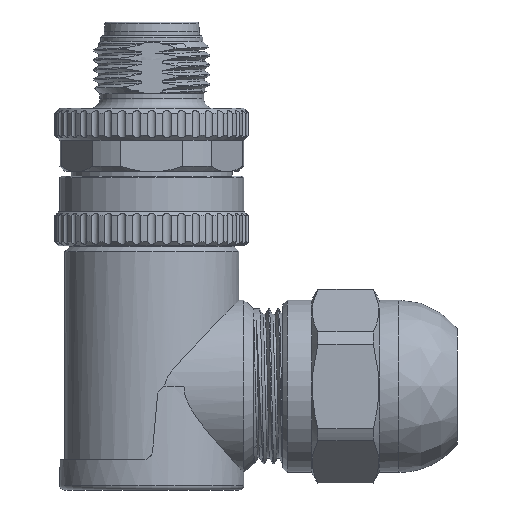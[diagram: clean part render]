
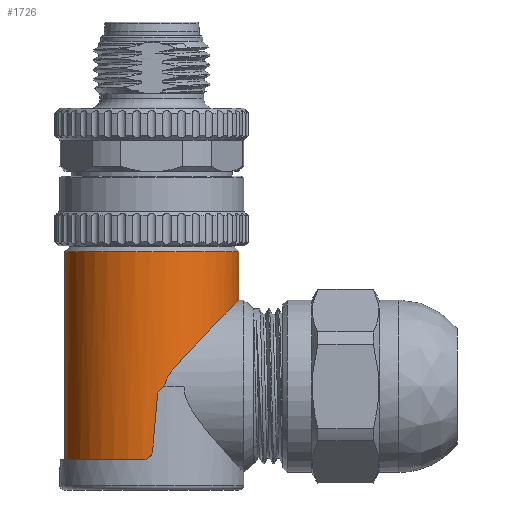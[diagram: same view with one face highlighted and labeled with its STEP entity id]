
A CAD part, left-side view. The second image highlights one B-rep face of the part: STEP entity #1726.
In plain terms, the highlighted cylindrical face has radius 9 mm (diameter 18 mm), a full revolution.
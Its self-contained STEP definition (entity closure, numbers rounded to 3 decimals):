
#441=B_SPLINE_CURVE_WITH_KNOTS('',3,(#22199,#22200,#22201,#22202,#22203,
#22204,#22205,#22206,#22207,#22208,#22209,#22210,#22211,#22212,#22213,#22214),
 .UNSPECIFIED.,.F.,.F.,(4,1,1,1,1,1,1,1,1,1,1,1,1,4),(0.,0.077,
0.154,0.231,0.308,0.385,0.462,
0.538,0.615,0.692,0.769,0.846,
0.923,1.),.UNSPECIFIED.);
#442=B_SPLINE_CURVE_WITH_KNOTS('',3,(#22218,#22219,#22220,#22221),
 .UNSPECIFIED.,.F.,.F.,(4,4),(0.,1.),.UNSPECIFIED.);
#445=B_SPLINE_CURVE_WITH_KNOTS('',3,(#22238,#22239,#22240,#22241),
 .UNSPECIFIED.,.F.,.F.,(4,4),(0.,1.),.UNSPECIFIED.);
#447=B_SPLINE_CURVE_WITH_KNOTS('',3,(#22264,#22265,#22266,#22267,#22268,
#22269,#22270,#22271,#22272,#22273,#22274,#22275,#22276,#22277,#22278,#22279),
 .UNSPECIFIED.,.F.,.F.,(4,1,1,1,1,1,1,1,1,1,1,1,1,4),(0.,0.077,
0.154,0.231,0.308,0.385,0.462,
0.538,0.615,0.692,0.769,0.846,
0.923,1.),.UNSPECIFIED.);
#448=B_SPLINE_CURVE_WITH_KNOTS('',3,(#22291,#22292,#22293,#22294,#22295,
#22296,#22297,#22298,#22299,#22300,#22301,#22302,#22303,#22304),
 .UNSPECIFIED.,.F.,.F.,(4,1,1,1,1,1,1,1,1,1,1,4),(0.,0.091,0.182,
0.273,0.364,0.455,0.545,0.636,
0.727,0.818,0.909,1.),.UNSPECIFIED.);
#451=B_SPLINE_CURVE_WITH_KNOTS('',3,(#22329,#22330,#22331,#22332,#22333,
#22334,#22335,#22336,#22337,#22338,#22339,#22340,#22341,#22342),
 .UNSPECIFIED.,.F.,.F.,(4,1,1,1,1,1,1,1,1,1,1,4),(0.,0.091,0.182,
0.273,0.364,0.455,0.545,0.636,
0.727,0.818,0.909,1.),.UNSPECIFIED.);
#452=B_SPLINE_CURVE_WITH_KNOTS('',3,(#22344,#22345,#22346,#22347,#22348,
#22349,#22350,#22351,#22352,#22353,#22354,#22355,#22356,#22357,#22358,#22359,
#22360,#22361,#22362,#22363,#22364,#22365),.UNSPECIFIED.,.F.,.F.,(4,2,2,
2,2,2,2,2,2,2,4),(0.,0.063,0.125,0.25,0.375,0.5,0.625,0.75,
0.875,0.938,1.),.UNSPECIFIED.);
#1279=CYLINDRICAL_SURFACE('',#6381,9.);
#1393=FACE_BOUND('',#2456,.T.);
#1394=FACE_BOUND('',#2457,.T.);
#1726=ADVANCED_FACE('',(#1393,#1394),#1279,.T.);
#2456=EDGE_LOOP('',(#4082));
#2457=EDGE_LOOP('',(#4083,#4084,#4085,#4086,#4087,#4088,#4089,#4090));
#4082=ORIENTED_EDGE('',*,*,#5515,.T.);
#4083=ORIENTED_EDGE('',*,*,#5539,.T.);
#4084=ORIENTED_EDGE('',*,*,#5526,.F.);
#4085=ORIENTED_EDGE('',*,*,#5530,.T.);
#4086=ORIENTED_EDGE('',*,*,#5532,.T.);
#4087=ORIENTED_EDGE('',*,*,#5519,.T.);
#4088=ORIENTED_EDGE('',*,*,#5521,.T.);
#4089=ORIENTED_EDGE('',*,*,#5536,.T.);
#4090=ORIENTED_EDGE('',*,*,#5540,.F.);
#4692=VERTEX_POINT('',#22174);
#4696=VERTEX_POINT('',#22198);
#4697=VERTEX_POINT('',#22215);
#4698=VERTEX_POINT('',#22222);
#4702=VERTEX_POINT('',#22237);
#4703=VERTEX_POINT('',#22242);
#4705=VERTEX_POINT('',#22263);
#4709=VERTEX_POINT('',#22305);
#4710=VERTEX_POINT('',#22343);
#5515=EDGE_CURVE('',#4692,#4692,#5822,.T.);
#5519=EDGE_CURVE('',#4697,#4696,#441,.T.);
#5521=EDGE_CURVE('',#4696,#4698,#442,.T.);
#5526=EDGE_CURVE('',#4702,#4703,#445,.T.);
#5530=EDGE_CURVE('',#4702,#4705,#447,.T.);
#5532=EDGE_CURVE('',#4705,#4697,#5825,.T.);
#5536=EDGE_CURVE('',#4698,#4709,#448,.T.);
#5539=EDGE_CURVE('',#4710,#4703,#451,.T.);
#5540=EDGE_CURVE('',#4710,#4709,#452,.T.);
#5822=CIRCLE('',#6367,9.);
#5825=CIRCLE('',#6376,9.);
#6367=AXIS2_PLACEMENT_3D('',#22173,#7703,#7704);
#6376=AXIS2_PLACEMENT_3D('',#22282,#7727,#7728);
#6381=AXIS2_PLACEMENT_3D('',#22366,#7739,#7740);
#7703=DIRECTION('',(0.,0.,-1.));
#7704=DIRECTION('',(0.,1.,0.));
#7727=DIRECTION('',(0.,0.,1.));
#7728=DIRECTION('',(0.995,0.102,0.));
#7739=DIRECTION('',(0.,0.,1.));
#7740=DIRECTION('',(0.,-1.,0.));
#22173=CARTESIAN_POINT('',(0.,0.,-23.7));
#22174=CARTESIAN_POINT('',(0.,9.,-23.7));
#22198=CARTESIAN_POINT('',(-9.,-0.08,-44.287));
#22199=CARTESIAN_POINT('',(-8.953,0.916,-45.2));
#22200=CARTESIAN_POINT('',(-8.957,0.878,-45.2));
#22201=CARTESIAN_POINT('',(-8.964,0.803,-45.196));
#22202=CARTESIAN_POINT('',(-8.974,0.689,-45.176));
#22203=CARTESIAN_POINT('',(-8.982,0.58,-45.144));
#22204=CARTESIAN_POINT('',(-8.988,0.475,-45.1));
#22205=CARTESIAN_POINT('',(-8.992,0.375,-45.044));
#22206=CARTESIAN_POINT('',(-8.996,0.282,-44.976));
#22207=CARTESIAN_POINT('',(-8.998,0.199,-44.899));
#22208=CARTESIAN_POINT('',(-8.999,0.123,-44.813));
#22209=CARTESIAN_POINT('',(-9.,0.058,-44.718));
#22210=CARTESIAN_POINT('',(-9.,0.005,-44.617));
#22211=CARTESIAN_POINT('',(-9.,-0.036,-44.511));
#22212=CARTESIAN_POINT('',(-9.,-0.066,-44.4));
#22213=CARTESIAN_POINT('',(-9.,-0.077,-44.325));
#22214=CARTESIAN_POINT('',(-9.,-0.08,-44.287));
#22215=CARTESIAN_POINT('',(-8.953,0.916,-45.2));
#22218=CARTESIAN_POINT('',(-9.,-0.08,-44.287));
#22219=CARTESIAN_POINT('',(-8.998,-0.248,-42.362));
#22220=CARTESIAN_POINT('',(-8.992,-0.417,-40.438));
#22221=CARTESIAN_POINT('',(-8.981,-0.585,-38.513));
#22222=CARTESIAN_POINT('',(-8.981,-0.585,-38.513));
#22237=CARTESIAN_POINT('',(9.,-0.08,-44.287));
#22238=CARTESIAN_POINT('',(9.,-0.08,-44.287));
#22239=CARTESIAN_POINT('',(8.998,-0.248,-42.362));
#22240=CARTESIAN_POINT('',(8.992,-0.417,-40.438));
#22241=CARTESIAN_POINT('',(8.981,-0.585,-38.513));
#22242=CARTESIAN_POINT('',(8.981,-0.585,-38.513));
#22263=CARTESIAN_POINT('',(8.953,0.916,-45.2));
#22264=CARTESIAN_POINT('',(9.,-0.08,-44.287));
#22265=CARTESIAN_POINT('',(9.,-0.077,-44.325));
#22266=CARTESIAN_POINT('',(9.,-0.066,-44.4));
#22267=CARTESIAN_POINT('',(9.,-0.036,-44.512));
#22268=CARTESIAN_POINT('',(9.,0.006,-44.618));
#22269=CARTESIAN_POINT('',(9.,0.059,-44.719));
#22270=CARTESIAN_POINT('',(8.999,0.124,-44.814));
#22271=CARTESIAN_POINT('',(8.998,0.199,-44.9));
#22272=CARTESIAN_POINT('',(8.996,0.283,-44.977));
#22273=CARTESIAN_POINT('',(8.992,0.376,-45.044));
#22274=CARTESIAN_POINT('',(8.988,0.476,-45.1));
#22275=CARTESIAN_POINT('',(8.981,0.58,-45.144));
#22276=CARTESIAN_POINT('',(8.974,0.69,-45.176));
#22277=CARTESIAN_POINT('',(8.964,0.803,-45.196));
#22278=CARTESIAN_POINT('',(8.957,0.878,-45.2));
#22279=CARTESIAN_POINT('',(8.953,0.916,-45.2));
#22282=CARTESIAN_POINT('',(0.,0.,-45.2));
#22291=CARTESIAN_POINT('',(-8.981,-0.585,-38.513));
#22292=CARTESIAN_POINT('',(-8.981,-0.588,-38.476));
#22293=CARTESIAN_POINT('',(-8.98,-0.599,-38.401));
#22294=CARTESIAN_POINT('',(-8.978,-0.628,-38.292));
#22295=CARTESIAN_POINT('',(-8.975,-0.668,-38.186));
#22296=CARTESIAN_POINT('',(-8.971,-0.72,-38.087));
#22297=CARTESIAN_POINT('',(-8.966,-0.784,-37.993));
#22298=CARTESIAN_POINT('',(-8.959,-0.857,-37.907));
#22299=CARTESIAN_POINT('',(-8.951,-0.939,-37.831));
#22300=CARTESIAN_POINT('',(-8.941,-1.029,-37.763));
#22301=CARTESIAN_POINT('',(-8.929,-1.127,-37.707));
#22302=CARTESIAN_POINT('',(-8.916,-1.23,-37.661));
#22303=CARTESIAN_POINT('',(-8.905,-1.302,-37.639));
#22304=CARTESIAN_POINT('',(-8.9,-1.338,-37.63));
#22305=CARTESIAN_POINT('',(-8.9,-1.338,-37.63));
#22329=CARTESIAN_POINT('',(8.9,-1.338,-37.63));
#22330=CARTESIAN_POINT('',(8.905,-1.302,-37.639));
#22331=CARTESIAN_POINT('',(8.916,-1.23,-37.661));
#22332=CARTESIAN_POINT('',(8.929,-1.128,-37.706));
#22333=CARTESIAN_POINT('',(8.941,-1.03,-37.763));
#22334=CARTESIAN_POINT('',(8.951,-0.939,-37.831));
#22335=CARTESIAN_POINT('',(8.959,-0.857,-37.907));
#22336=CARTESIAN_POINT('',(8.966,-0.784,-37.993));
#22337=CARTESIAN_POINT('',(8.971,-0.72,-38.087));
#22338=CARTESIAN_POINT('',(8.975,-0.669,-38.186));
#22339=CARTESIAN_POINT('',(8.978,-0.628,-38.292));
#22340=CARTESIAN_POINT('',(8.98,-0.599,-38.401));
#22341=CARTESIAN_POINT('',(8.981,-0.588,-38.476));
#22342=CARTESIAN_POINT('',(8.981,-0.585,-38.513));
#22343=CARTESIAN_POINT('',(8.9,-1.338,-37.63));
#22344=CARTESIAN_POINT('',(8.9,-1.338,-37.63));
#22345=CARTESIAN_POINT('',(8.902,-1.323,-36.936));
#22346=CARTESIAN_POINT('',(8.829,-1.8,-36.355));
#22347=CARTESIAN_POINT('',(8.616,-2.637,-35.305));
#22348=CARTESIAN_POINT('',(8.469,-3.083,-34.816));
#22349=CARTESIAN_POINT('',(7.903,-4.412,-33.38));
#22350=CARTESIAN_POINT('',(7.361,-5.289,-32.479));
#22351=CARTESIAN_POINT('',(5.905,-6.877,-30.852));
#22352=CARTESIAN_POINT('',(4.977,-7.603,-30.115));
#22353=CARTESIAN_POINT('',(2.706,-8.675,-29.028));
#22354=CARTESIAN_POINT('',(1.372,-9.001,-28.699));
#22355=CARTESIAN_POINT('',(-1.381,-8.999,-28.701));
#22356=CARTESIAN_POINT('',(-2.708,-8.673,-29.03));
#22357=CARTESIAN_POINT('',(-4.967,-7.608,-30.11));
#22358=CARTESIAN_POINT('',(-5.893,-6.89,-30.839));
#22359=CARTESIAN_POINT('',(-7.369,-5.282,-32.487));
#22360=CARTESIAN_POINT('',(-7.901,-4.417,-33.375));
#22361=CARTESIAN_POINT('',(-8.468,-3.087,-34.812));
#22362=CARTESIAN_POINT('',(-8.616,-2.637,-35.306));
#22363=CARTESIAN_POINT('',(-8.83,-1.796,-36.36));
#22364=CARTESIAN_POINT('',(-8.902,-1.323,-36.939));
#22365=CARTESIAN_POINT('',(-8.9,-1.338,-37.63));
#22366=CARTESIAN_POINT('',(0.,0.,-49.805));
